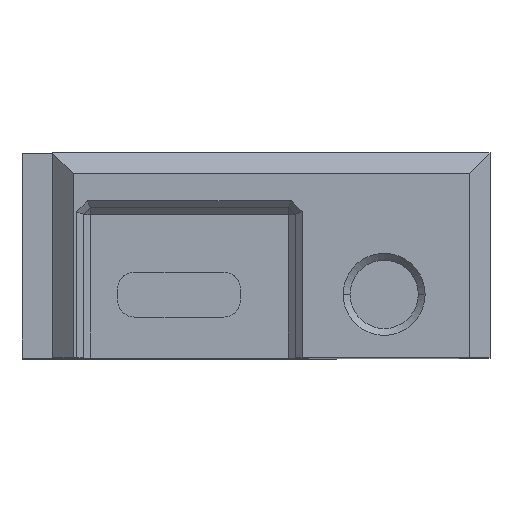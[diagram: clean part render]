
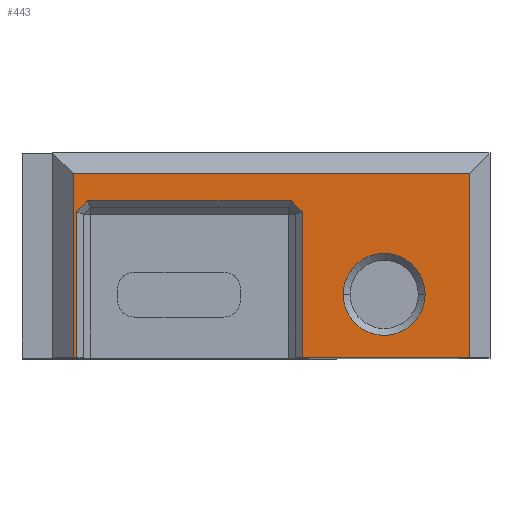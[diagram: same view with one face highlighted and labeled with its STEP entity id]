
A CAD part, top view. The second image highlights one B-rep face of the part: STEP entity #443.
In plain terms, the highlighted planar face has unit normal (0, 0, 1).
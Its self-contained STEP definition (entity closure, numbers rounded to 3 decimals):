
#2 = CARTESIAN_POINT ( 'NONE',  ( 27.25, 4.65, 2.4 ) ) ;
#9 = VECTOR ( 'NONE', #337, 1000. ) ;
#22 = VERTEX_POINT ( 'NONE', #2340 ) ;
#29 = VECTOR ( 'NONE', #1831, 1000. ) ;
#54 = VECTOR ( 'NONE', #1225, 1000. ) ;
#78 = CARTESIAN_POINT ( 'NONE',  ( 1.75, 0., 2.4 ) ) ;
#95 = LINE ( 'NONE', #2477, #29 ) ;
#150 = ORIENTED_EDGE ( 'NONE', *, *, #185, .T. ) ;
#185 = EDGE_CURVE ( 'NONE', #2789, #2333, #1402, .T. ) ;
#222 = EDGE_CURVE ( 'NONE', #395, #511, #95, .T. ) ;
#270 = DIRECTION ( 'NONE',  ( -1., 0., 0. ) ) ;
#280 = DIRECTION ( 'NONE',  ( 0., 0., -1. ) ) ;
#298 = ORIENTED_EDGE ( 'NONE', *, *, #2267, .T. ) ;
#319 = FACE_OUTER_BOUND ( 'NONE', #2137, .T. ) ;
#337 = DIRECTION ( 'NONE',  ( 0., 1., 0. ) ) ;
#367 = ORIENTED_EDGE ( 'NONE', *, *, #922, .T. ) ;
#395 = VERTEX_POINT ( 'NONE', #1804 ) ;
#443 = ADVANCED_FACE ( 'NONE', ( #2065, #319 ), #756, .F. ) ;
#510 = VERTEX_POINT ( 'NONE', #2729 ) ;
#511 = VERTEX_POINT ( 'NONE', #1451 ) ;
#544 = LINE ( 'NONE', #946, #2348 ) ;
#547 = CARTESIAN_POINT ( 'NONE',  ( 0., 0., 2.4 ) ) ;
#554 = DIRECTION ( 'NONE',  ( 1., 0., 0. ) ) ;
#559 = DIRECTION ( 'NONE',  ( 0., 0., -1. ) ) ;
#576 = LINE ( 'NONE', #2098, #54 ) ;
#736 = CARTESIAN_POINT ( 'NONE',  ( 18.25, 0., 2.4 ) ) ;
#756 = PLANE ( 'NONE',  #1595 ) ;
#792 = AXIS2_PLACEMENT_3D ( 'NONE', #2195, #2230, #270 ) ;
#832 = CARTESIAN_POINT ( 'NONE',  ( 21.25, 4.65, 2.4 ) ) ;
#848 = ORIENTED_EDGE ( 'NONE', *, *, #1296, .T. ) ;
#852 = VECTOR ( 'NONE', #949, 1000. ) ;
#913 = CARTESIAN_POINT ( 'NONE',  ( 24.25, 4.65, 2.4 ) ) ;
#914 = ORIENTED_EDGE ( 'NONE', *, *, #2281, .T. ) ;
#922 = EDGE_CURVE ( 'NONE', #22, #1132, #1000, .T. ) ;
#933 = VECTOR ( 'NONE', #2454, 1000. ) ;
#946 = CARTESIAN_POINT ( 'NONE',  ( 0., 11.5, 2.4 ) ) ;
#949 = DIRECTION ( 'NONE',  ( 0., 1., 0. ) ) ;
#959 = LINE ( 'NONE', #1367, #933 ) ;
#974 = LINE ( 'NONE', #1399, #1942 ) ;
#992 = ORIENTED_EDGE ( 'NONE', *, *, #1748, .T. ) ;
#997 = ORIENTED_EDGE ( 'NONE', *, *, #2242, .T. ) ;
#1000 = LINE ( 'NONE', #1428, #9 ) ;
#1016 = VECTOR ( 'NONE', #554, 1000. ) ;
#1107 = ORIENTED_EDGE ( 'NONE', *, *, #1992, .T. ) ;
#1132 = VERTEX_POINT ( 'NONE', #2615 ) ;
#1196 = CARTESIAN_POINT ( 'NONE',  ( 0., 0., 2.4 ) ) ;
#1225 = DIRECTION ( 'NONE',  ( 0., -1., 0. ) ) ;
#1252 = VERTEX_POINT ( 'NONE', #736 ) ;
#1296 = EDGE_CURVE ( 'NONE', #1132, #510, #974, .T. ) ;
#1300 = CIRCLE ( 'NONE', #1434, 3. ) ;
#1313 = EDGE_CURVE ( 'NONE', #510, #1847, #576, .T. ) ;
#1332 = LINE ( 'NONE', #1991, #1887 ) ;
#1333 = VERTEX_POINT ( 'NONE', #2068 ) ;
#1367 = CARTESIAN_POINT ( 'NONE',  ( 14.479, 14.479, 2.4 ) ) ;
#1399 = CARTESIAN_POINT ( 'NONE',  ( 0., 13.5, 2.4 ) ) ;
#1402 = CIRCLE ( 'NONE', #792, 3. ) ;
#1408 = CARTESIAN_POINT ( 'NONE',  ( 17.457, 11.5, 2.4 ) ) ;
#1428 = CARTESIAN_POINT ( 'NONE',  ( 30.5, 0., 2.4 ) ) ;
#1434 = AXIS2_PLACEMENT_3D ( 'NONE', #913, #280, #2487 ) ;
#1451 = CARTESIAN_POINT ( 'NONE',  ( 2.543, 11.5, 2.4 ) ) ;
#1569 = VERTEX_POINT ( 'NONE', #2009 ) ;
#1570 = LINE ( 'NONE', #78, #852 ) ;
#1595 = AXIS2_PLACEMENT_3D ( 'NONE', #1196, #559, #1677 ) ;
#1601 = DIRECTION ( 'NONE',  ( 0., -1., 0. ) ) ;
#1634 = DIRECTION ( 'NONE',  ( 1., 0., 0. ) ) ;
#1642 = DIRECTION ( 'NONE',  ( -1., 0., 0. ) ) ;
#1677 = DIRECTION ( 'NONE',  ( -1., 0., 0. ) ) ;
#1685 = EDGE_CURVE ( 'NONE', #511, #2550, #544, .T. ) ;
#1748 = EDGE_CURVE ( 'NONE', #1252, #22, #1838, .T. ) ;
#1804 = CARTESIAN_POINT ( 'NONE',  ( 1.75, 10.707, 2.4 ) ) ;
#1831 = DIRECTION ( 'NONE',  ( 0.707, 0.707, 0. ) ) ;
#1838 = LINE ( 'NONE', #2513, #1016 ) ;
#1847 = VERTEX_POINT ( 'NONE', #2627 ) ;
#1855 = ORIENTED_EDGE ( 'NONE', *, *, #2126, .T. ) ;
#1887 = VECTOR ( 'NONE', #1601, 1000. ) ;
#1931 = EDGE_LOOP ( 'NONE', ( #150, #997 ) ) ;
#1942 = VECTOR ( 'NONE', #1642, 1000. ) ;
#1991 = CARTESIAN_POINT ( 'NONE',  ( 18.25, 0., 2.4 ) ) ;
#1992 = EDGE_CURVE ( 'NONE', #1847, #1333, #2508, .T. ) ;
#2009 = CARTESIAN_POINT ( 'NONE',  ( 18.25, 10.707, 2.4 ) ) ;
#2039 = ORIENTED_EDGE ( 'NONE', *, *, #1685, .T. ) ;
#2046 = ORIENTED_EDGE ( 'NONE', *, *, #222, .T. ) ;
#2056 = VECTOR ( 'NONE', #1634, 1000. ) ;
#2065 = FACE_BOUND ( 'NONE', #1931, .T. ) ;
#2068 = CARTESIAN_POINT ( 'NONE',  ( 1.75, 0., 2.4 ) ) ;
#2098 = CARTESIAN_POINT ( 'NONE',  ( 1.5, 0., 2.4 ) ) ;
#2126 = EDGE_CURVE ( 'NONE', #1333, #395, #1570, .T. ) ;
#2131 = ORIENTED_EDGE ( 'NONE', *, *, #1313, .T. ) ;
#2137 = EDGE_LOOP ( 'NONE', ( #992, #367, #848, #2131, #1107, #1855, #2046, #2039, #298, #914 ) ) ;
#2195 = CARTESIAN_POINT ( 'NONE',  ( 24.25, 4.65, 2.4 ) ) ;
#2230 = DIRECTION ( 'NONE',  ( 0., 0., -1. ) ) ;
#2242 = EDGE_CURVE ( 'NONE', #2333, #2789, #1300, .T. ) ;
#2267 = EDGE_CURVE ( 'NONE', #2550, #1569, #959, .T. ) ;
#2281 = EDGE_CURVE ( 'NONE', #1569, #1252, #1332, .T. ) ;
#2333 = VERTEX_POINT ( 'NONE', #832 ) ;
#2340 = CARTESIAN_POINT ( 'NONE',  ( 30.5, 0., 2.4 ) ) ;
#2348 = VECTOR ( 'NONE', #2356, 1000. ) ;
#2356 = DIRECTION ( 'NONE',  ( 1., 0., 0. ) ) ;
#2454 = DIRECTION ( 'NONE',  ( 0.707, -0.707, 0. ) ) ;
#2477 = CARTESIAN_POINT ( 'NONE',  ( -4.479, 4.479, 2.4 ) ) ;
#2487 = DIRECTION ( 'NONE',  ( -1., 0., 0. ) ) ;
#2508 = LINE ( 'NONE', #547, #2056 ) ;
#2513 = CARTESIAN_POINT ( 'NONE',  ( 0., 0., 2.4 ) ) ;
#2550 = VERTEX_POINT ( 'NONE', #1408 ) ;
#2615 = CARTESIAN_POINT ( 'NONE',  ( 30.5, 13.5, 2.4 ) ) ;
#2627 = CARTESIAN_POINT ( 'NONE',  ( 1.5, 0., 2.4 ) ) ;
#2729 = CARTESIAN_POINT ( 'NONE',  ( 1.5, 13.5, 2.4 ) ) ;
#2789 = VERTEX_POINT ( 'NONE', #2 ) ;
